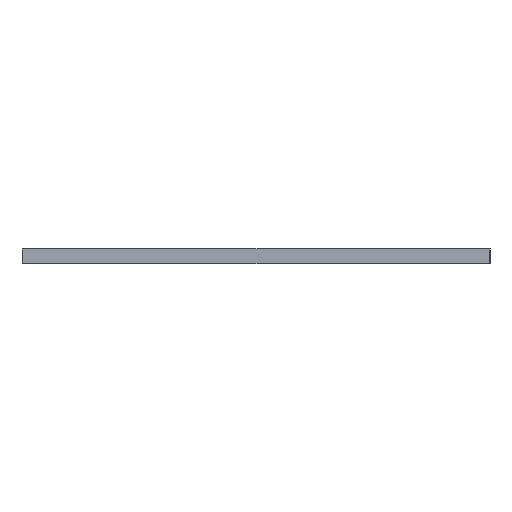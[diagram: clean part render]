
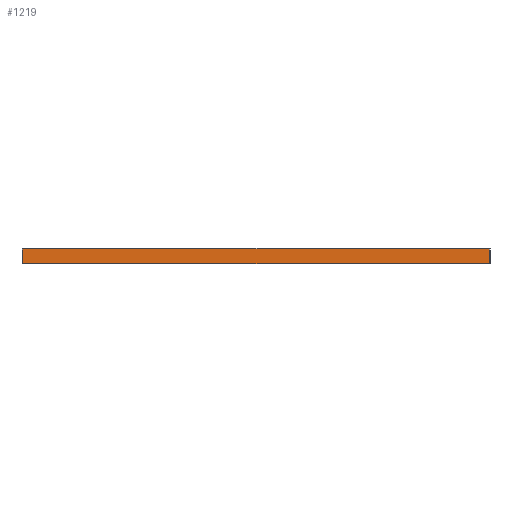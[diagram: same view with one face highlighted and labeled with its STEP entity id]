
A CAD part, left-side view. The second image highlights one B-rep face of the part: STEP entity #1219.
In plain terms, the highlighted planar face has unit normal (-1, 0, 0).
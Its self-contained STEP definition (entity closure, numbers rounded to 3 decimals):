
#262=PLANE('',#5285);
#390=LINE('',#28640,#769);
#391=LINE('',#28643,#770);
#392=LINE('',#28645,#771);
#393=LINE('',#28647,#772);
#769=VECTOR('',#5862,1.);
#770=VECTOR('',#5863,1.);
#771=VECTOR('',#5864,1.);
#772=VECTOR('',#5865,1.);
#1219=ADVANCED_FACE('',(#1549),#262,.T.);
#1549=FACE_OUTER_BOUND('',#1826,.T.);
#1826=EDGE_LOOP('',(#2417,#2418,#2419,#2420));
#2417=ORIENTED_EDGE('',*,*,#4376,.T.);
#2418=ORIENTED_EDGE('',*,*,#4377,.T.);
#2419=ORIENTED_EDGE('',*,*,#4378,.T.);
#2420=ORIENTED_EDGE('',*,*,#4379,.F.);
#3864=VERTEX_POINT('',#28641);
#3865=VERTEX_POINT('',#28642);
#3866=VERTEX_POINT('',#28644);
#3867=VERTEX_POINT('',#28646);
#4376=EDGE_CURVE('',#3864,#3865,#390,.T.);
#4377=EDGE_CURVE('',#3865,#3866,#391,.T.);
#4378=EDGE_CURVE('',#3866,#3867,#392,.T.);
#4379=EDGE_CURVE('',#3864,#3867,#393,.T.);
#5285=AXIS2_PLACEMENT_3D('',#28648,#5866,#5867);
#5862=DIRECTION('',(0.,0.,1.));
#5863=DIRECTION('',(0.,1.,0.));
#5864=DIRECTION('',(0.,0.,-1.));
#5865=DIRECTION('',(0.,1.,0.));
#5866=DIRECTION('',(-1.,0.,0.));
#5867=DIRECTION('',(0.,0.,1.));
#28640=CARTESIAN_POINT('',(-200.,-448.5,30.));
#28641=CARTESIAN_POINT('',(-200.,-448.5,0.));
#28642=CARTESIAN_POINT('',(-200.,-448.5,28.5));
#28643=CARTESIAN_POINT('',(-200.,448.5,28.5));
#28644=CARTESIAN_POINT('',(-200.,448.5,28.5));
#28645=CARTESIAN_POINT('',(-200.,448.5,30.));
#28646=CARTESIAN_POINT('',(-200.,448.5,0.));
#28647=CARTESIAN_POINT('',(-200.,-450.,0.));
#28648=CARTESIAN_POINT('',(-200.,-450.,30.));
